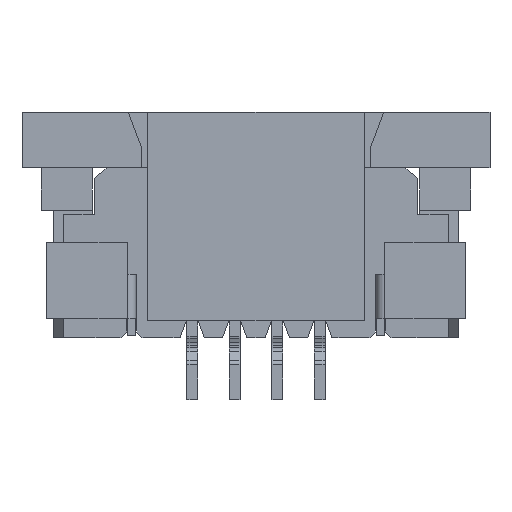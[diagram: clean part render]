
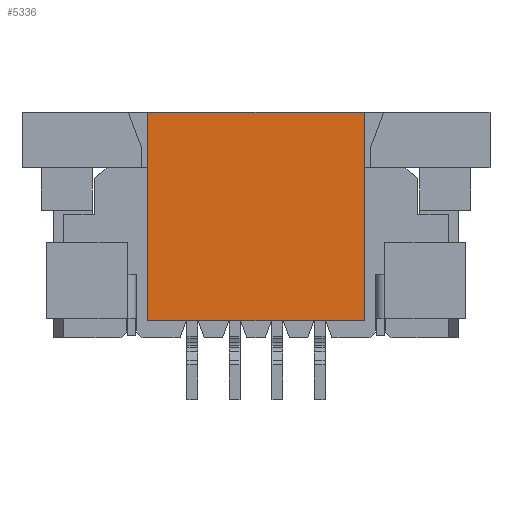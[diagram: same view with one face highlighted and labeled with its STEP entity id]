
A CAD part, front view. The second image highlights one B-rep face of the part: STEP entity #5336.
In plain terms, the highlighted planar face has unit normal (0, -1, 0).
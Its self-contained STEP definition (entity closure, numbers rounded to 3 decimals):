
#169=PLANE('',#5732);
#661=LINE('',#8162,#1366);
#668=LINE('',#8176,#1373);
#673=LINE('',#8186,#1378);
#678=LINE('',#8192,#1383);
#1366=VECTOR('',#6654,1000.);
#1373=VECTOR('',#6665,1000.);
#1378=VECTOR('',#6674,1000.);
#1383=VECTOR('',#6681,1000.);
#2463=ORIENTED_EDGE('',*,*,#3692,.T.);
#2464=ORIENTED_EDGE('',*,*,#3702,.F.);
#2465=ORIENTED_EDGE('',*,*,#3685,.F.);
#2466=ORIENTED_EDGE('',*,*,#3697,.T.);
#3685=EDGE_CURVE('',#4336,#4330,#661,.T.);
#3692=EDGE_CURVE('',#4342,#4341,#668,.T.);
#3697=EDGE_CURVE('',#4336,#4342,#673,.T.);
#3702=EDGE_CURVE('',#4330,#4341,#678,.T.);
#4330=VERTEX_POINT('',#8150);
#4336=VERTEX_POINT('',#8161);
#4341=VERTEX_POINT('',#8175);
#4342=VERTEX_POINT('',#8177);
#4747=EDGE_LOOP('',(#2463,#2464,#2465,#2466));
#5024=FACE_BOUND('',#4747,.T.);
#5336=ADVANCED_FACE('',(#5024),#169,.F.);
#5732=AXIS2_PLACEMENT_3D('',#8191,#6679,#6680);
#6654=DIRECTION('',(0.,0.,-1.));
#6665=DIRECTION('',(0.,0.,-1.));
#6674=DIRECTION('',(-1.,0.,0.));
#6679=DIRECTION('',(0.,1.,0.));
#6680=DIRECTION('',(0.,0.,1.));
#6681=DIRECTION('',(-1.,0.,0.));
#8150=CARTESIAN_POINT('',(2.55,0.,0.4));
#8161=CARTESIAN_POINT('',(2.55,0.,5.3));
#8162=CARTESIAN_POINT('',(2.55,0.,5.3));
#8175=CARTESIAN_POINT('',(-2.55,0.,0.4));
#8176=CARTESIAN_POINT('',(-2.55,0.,5.3));
#8177=CARTESIAN_POINT('',(-2.55,0.,5.3));
#8186=CARTESIAN_POINT('',(2.55,0.,5.3));
#8191=CARTESIAN_POINT('',(2.55,0.,5.3));
#8192=CARTESIAN_POINT('',(2.55,0.,0.4));
